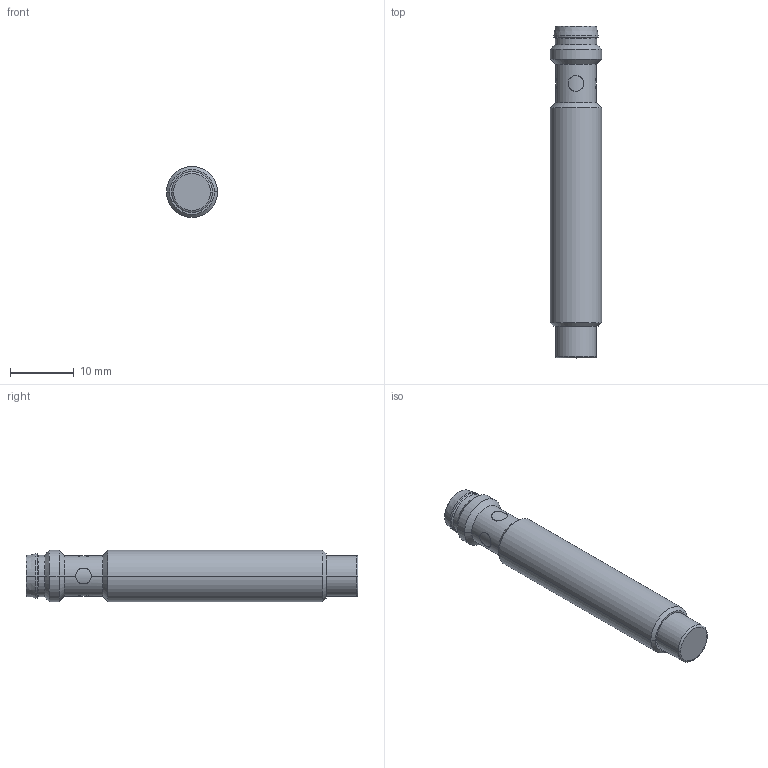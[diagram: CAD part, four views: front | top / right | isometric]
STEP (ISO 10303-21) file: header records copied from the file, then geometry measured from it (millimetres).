
FILE_DESCRIPTION((''),'2;1');
FILE_NAME('DM_CAD-2061','2015-01-12T',('Creinig-se'),(''),'PRO/ENGINEER BY PARAMETRIC TECHNOLOGY CORPORATION, 2013050','PRO/ENGINEER BY PARAMETRIC TECHNOLOGY CORPORATION, 2013050','');
FILE_SCHEMA(('CONFIG_CONTROL_DESIGN'));
Length unit declared in the file: millimetre
Products named in the file (1): DM_CAD-2061
Bounding box: 8 x 52 x 8 mm (x, y, z)
Volume: 2191.9 mm3; surface area: 1477.2 mm2
Topology: 1 solids, 1 shells, 56 faces, 186 edges, 141 vertices
Faces by surface type: cylinder 32, cone 12, sphere 6, plane 4, torus 2
Entity records: 3009 total; most frequent: CARTESIAN_POINT 559, DIRECTION 352, ORIENTED_EDGE 248, PRESENTATION_STYLE_ASSIGNMENT 211, STYLED_ITEM 194, CURVE_STYLE 187, AXIS2_PLACEMENT_3D 135, EDGE_CURVE 124
